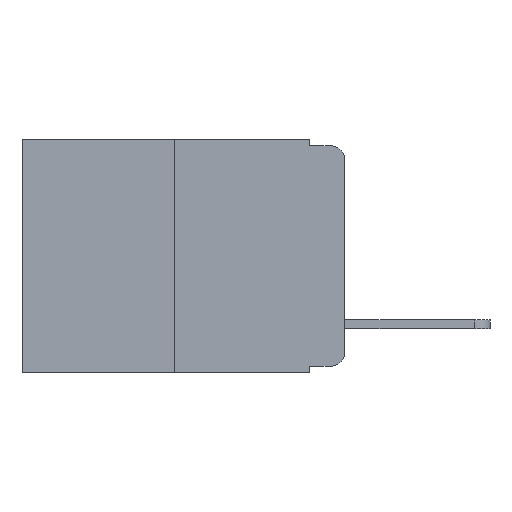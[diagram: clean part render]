
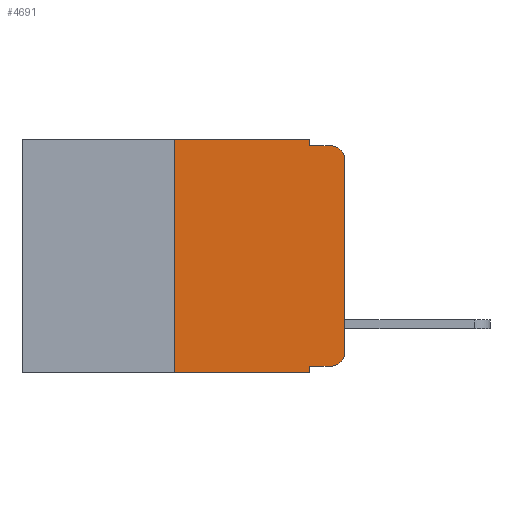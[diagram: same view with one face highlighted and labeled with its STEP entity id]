
A CAD part, left-side view. The second image highlights one B-rep face of the part: STEP entity #4691.
In plain terms, the highlighted planar face has unit normal (-1, 0, 0).
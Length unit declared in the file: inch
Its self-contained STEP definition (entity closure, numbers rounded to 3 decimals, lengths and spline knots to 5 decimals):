
#315 = EDGE_CURVE ( 'NONE', #6217, #5390, #1290, .T. ) ;
#408 = CARTESIAN_POINT ( 'NONE',  ( 0., 0.051, -0.333 ) ) ;
#447 = CARTESIAN_POINT ( 'NONE',  ( 0., 0., -0.03 ) ) ;
#822 = CARTESIAN_POINT ( 'NONE',  ( 0., 0.051, -0.333 ) ) ;
#919 = DIRECTION ( 'NONE',  ( 0., 0., -1. ) ) ;
#932 = DIRECTION ( 'NONE',  ( 0., 0., -1. ) ) ;
#1168 = VERTEX_POINT ( 'NONE', #6354 ) ;
#1190 = CARTESIAN_POINT ( 'NONE',  ( 0., 0.02, -0.313 ) ) ;
#1217 = LINE ( 'NONE', #4980, #8729 ) ;
#1255 = EDGE_CURVE ( 'NONE', #5114, #2380, #4253, .T. ) ;
#1290 = LINE ( 'NONE', #4165, #8787 ) ;
#1310 = VECTOR ( 'NONE', #4289, 39.37008 ) ;
#2227 = EDGE_CURVE ( 'NONE', #5114, #1168, #6757, .T. ) ;
#2257 = CARTESIAN_POINT ( 'NONE',  ( 0., 0.051, 0. ) ) ;
#2289 = VECTOR ( 'NONE', #6162, 39.37008 ) ;
#2296 = DIRECTION ( 'NONE',  ( 0., 0., 1. ) ) ;
#2380 = VERTEX_POINT ( 'NONE', #8131 ) ;
#2506 = ORIENTED_EDGE ( 'NONE', *, *, #1255, .F. ) ;
#2571 = FACE_OUTER_BOUND ( 'NONE', #3629, .T. ) ;
#2722 = LINE ( 'NONE', #6023, #8534 ) ;
#3049 = VERTEX_POINT ( 'NONE', #4725 ) ;
#3112 = EDGE_CURVE ( 'NONE', #6217, #2380, #1217, .T. ) ;
#3178 = DIRECTION ( 'NONE',  ( 0., -1., 0. ) ) ;
#3254 = EDGE_CURVE ( 'NONE', #1168, #6558, #7389, .T. ) ;
#3324 = ORIENTED_EDGE ( 'NONE', *, *, #7317, .T. ) ;
#3423 = CARTESIAN_POINT ( 'NONE',  ( 0., 0.473, 0. ) ) ;
#3629 = EDGE_LOOP ( 'NONE', ( #3324, #3883, #4464, #4941, #5385, #6398, #6693, #2506, #7660, #6601 ) ) ;
#3883 = ORIENTED_EDGE ( 'NONE', *, *, #8281, .T. ) ;
#4165 = CARTESIAN_POINT ( 'NONE',  ( 0., 0.25, 0. ) ) ;
#4166 = CARTESIAN_POINT ( 'NONE',  ( 0., 0.02, -0.03 ) ) ;
#4253 = LINE ( 'NONE', #2257, #2289 ) ;
#4289 = DIRECTION ( 'NONE',  ( 0., -1., 0. ) ) ;
#4317 = CARTESIAN_POINT ( 'NONE',  ( 0., 0.25, 0. ) ) ;
#4434 = EDGE_CURVE ( 'NONE', #5390, #6416, #5211, .T. ) ;
#4464 = ORIENTED_EDGE ( 'NONE', *, *, #8743, .F. ) ;
#4568 = VECTOR ( 'NONE', #6311, 39.37008 ) ;
#4623 = DIRECTION ( 'NONE',  ( -1., 0., 0. ) ) ;
#4691 = ADVANCED_FACE ( 'NONE', ( #2571 ), #8217, .F. ) ;
#4699 = CARTESIAN_POINT ( 'NONE',  ( 0., 0.25, -0.343 ) ) ;
#4725 = CARTESIAN_POINT ( 'NONE',  ( 0., 0.051, -0.01 ) ) ;
#4904 = DIRECTION ( 'NONE',  ( 0., 0., -1. ) ) ;
#4941 = ORIENTED_EDGE ( 'NONE', *, *, #9230, .F. ) ;
#4980 = CARTESIAN_POINT ( 'NONE',  ( 0., 0.473, -0.343 ) ) ;
#5041 = CARTESIAN_POINT ( 'NONE',  ( 0., 0., -0.313 ) ) ;
#5114 = VERTEX_POINT ( 'NONE', #408 ) ;
#5147 = VECTOR ( 'NONE', #3178, 39.37008 ) ;
#5211 = LINE ( 'NONE', #8537, #1310 ) ;
#5323 = AXIS2_PLACEMENT_3D ( 'NONE', #4166, #9205, #4904 ) ;
#5385 = ORIENTED_EDGE ( 'NONE', *, *, #4434, .F. ) ;
#5390 = VERTEX_POINT ( 'NONE', #4317 ) ;
#5391 = LINE ( 'NONE', #8245, #5147 ) ;
#5404 = CIRCLE ( 'NONE', #5323, 0.02 ) ;
#5463 = VERTEX_POINT ( 'NONE', #447 ) ;
#5665 = CARTESIAN_POINT ( 'NONE',  ( 0., 0.051, 0. ) ) ;
#5786 = VERTEX_POINT ( 'NONE', #7565 ) ;
#6023 = CARTESIAN_POINT ( 'NONE',  ( 0., 0.051, 0. ) ) ;
#6162 = DIRECTION ( 'NONE',  ( 0., 0., -1. ) ) ;
#6184 = DIRECTION ( 'NONE',  ( 1., 0., 0. ) ) ;
#6217 = VERTEX_POINT ( 'NONE', #4699 ) ;
#6311 = DIRECTION ( 'NONE',  ( 0., -1., 0. ) ) ;
#6354 = CARTESIAN_POINT ( 'NONE',  ( 0., 0.02, -0.333 ) ) ;
#6398 = ORIENTED_EDGE ( 'NONE', *, *, #315, .F. ) ;
#6416 = VERTEX_POINT ( 'NONE', #5665 ) ;
#6558 = VERTEX_POINT ( 'NONE', #5041 ) ;
#6601 = ORIENTED_EDGE ( 'NONE', *, *, #3254, .T. ) ;
#6693 = ORIENTED_EDGE ( 'NONE', *, *, #3112, .T. ) ;
#6757 = LINE ( 'NONE', #822, #4568 ) ;
#7071 = AXIS2_PLACEMENT_3D ( 'NONE', #1190, #4623, #932 ) ;
#7224 = LINE ( 'NONE', #8810, #8874 ) ;
#7317 = EDGE_CURVE ( 'NONE', #6558, #5463, #7224, .T. ) ;
#7389 = CIRCLE ( 'NONE', #7071, 0.02 ) ;
#7565 = CARTESIAN_POINT ( 'NONE',  ( 0., 0.02, -0.01 ) ) ;
#7660 = ORIENTED_EDGE ( 'NONE', *, *, #2227, .T. ) ;
#8064 = DIRECTION ( 'NONE',  ( 0., 0., -1. ) ) ;
#8131 = CARTESIAN_POINT ( 'NONE',  ( 0., 0.051, -0.343 ) ) ;
#8132 = DIRECTION ( 'NONE',  ( 0., -1., 0. ) ) ;
#8217 = PLANE ( 'NONE',  #8387 ) ;
#8245 = CARTESIAN_POINT ( 'NONE',  ( 0., 0.051, -0.01 ) ) ;
#8281 = EDGE_CURVE ( 'NONE', #5463, #5786, #5404, .T. ) ;
#8387 = AXIS2_PLACEMENT_3D ( 'NONE', #3423, #6184, #8064 ) ;
#8534 = VECTOR ( 'NONE', #919, 39.37008 ) ;
#8537 = CARTESIAN_POINT ( 'NONE',  ( 0., 0.473, 0. ) ) ;
#8712 = DIRECTION ( 'NONE',  ( 0., 0., 1. ) ) ;
#8729 = VECTOR ( 'NONE', #8132, 39.37008 ) ;
#8743 = EDGE_CURVE ( 'NONE', #3049, #5786, #5391, .T. ) ;
#8787 = VECTOR ( 'NONE', #8712, 39.37008 ) ;
#8810 = CARTESIAN_POINT ( 'NONE',  ( 0., 0., 0. ) ) ;
#8874 = VECTOR ( 'NONE', #2296, 39.37008 ) ;
#9205 = DIRECTION ( 'NONE',  ( -1., 0., 0. ) ) ;
#9230 = EDGE_CURVE ( 'NONE', #6416, #3049, #2722, .T. ) ;
